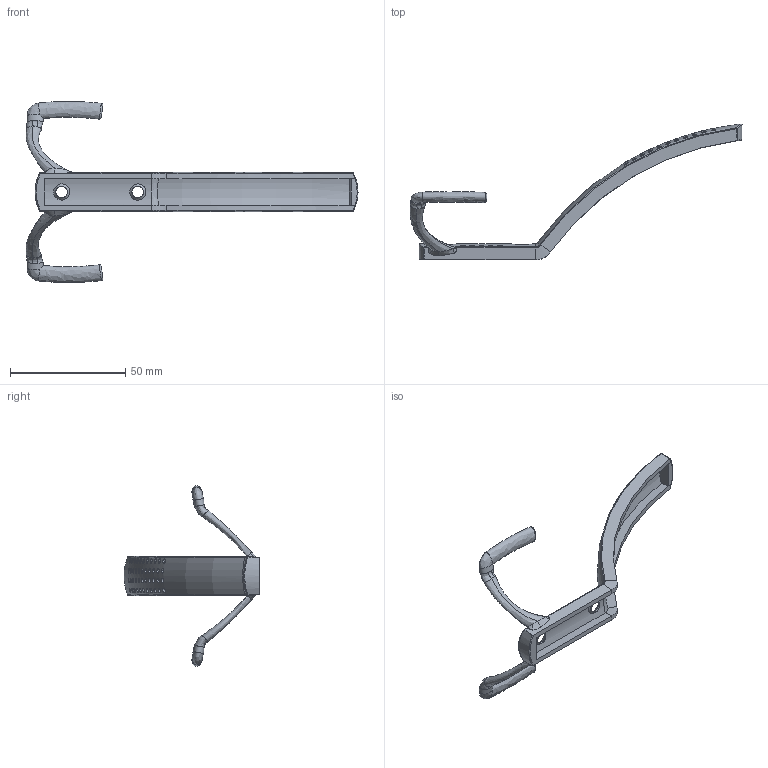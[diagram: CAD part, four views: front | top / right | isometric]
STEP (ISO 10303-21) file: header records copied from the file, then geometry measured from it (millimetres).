
FILE_DESCRIPTION(/* description */ (''),/* implementation_level */ '2;1');
FILE_NAME(/* name */ 'WZ-A0-K23-05.stp',/* time_stamp */ '2021-09-01T09:42:00+02:00',/* author */ ('SławomirO'),/* organization */ (''),/* preprocessor_version */ 'ST-DEVELOPER v18.1',/* originating_system */ 'Autodesk Inventor 2021',/* authorisation */ '');
FILE_SCHEMA (('AUTOMOTIVE_DESIGN { 1 0 10303 214 3 1 1 }'));
Length unit declared in the file: millimetre
Products named in the file (1): WZ-A0-K23-05
Bounding box: 143.95 x 58.94 x 78.38 mm (x, y, z)
Volume: 10419.3 mm3; surface area: 10941.7 mm2
Topology: 1 solids, 1 shells, 242 faces, 682 edges, 463 vertices
Faces by surface type: bspline 83, cylinder 79, sphere 48, plane 13, cone 10, torus 9
Full cylindrical faces by diameter (mm): 5 x2
Entity records: 32211 total; most frequent: CARTESIAN_POINT 26894, ORIENTED_EDGE 1278, DIRECTION 742, EDGE_CURVE 639, VERTEX_POINT 463, B_SPLINE_CURVE_WITH_KNOTS 406, AXIS2_PLACEMENT_3D 349, EDGE_LOOP 310
